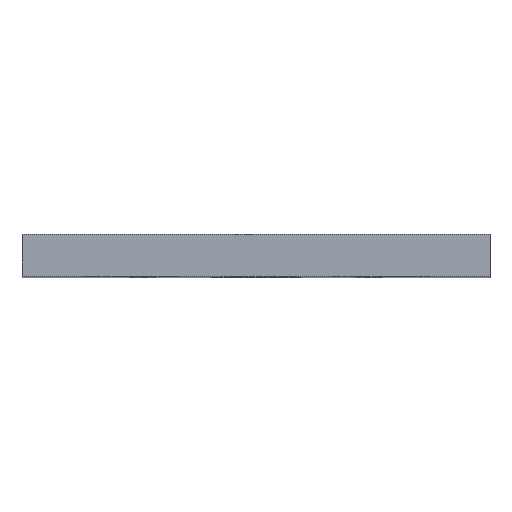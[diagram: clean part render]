
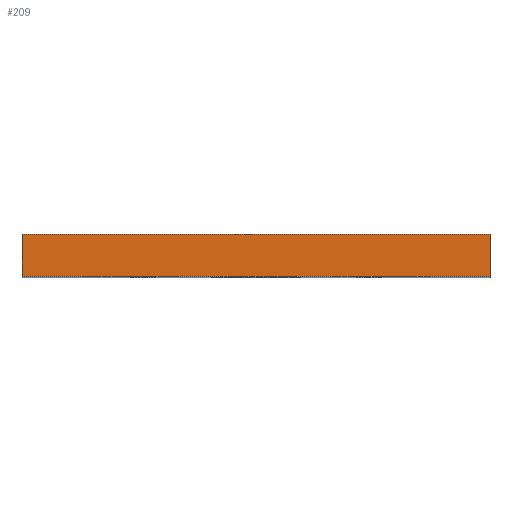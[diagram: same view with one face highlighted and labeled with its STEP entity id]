
A CAD part, top view. The second image highlights one B-rep face of the part: STEP entity #209.
In plain terms, the highlighted planar face has unit normal (0, 0, 1).
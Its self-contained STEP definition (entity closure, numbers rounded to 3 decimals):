
#17 = EDGE_CURVE ( 'NONE', #641, #241, #1756, .T. ) ;
#55 = FACE_OUTER_BOUND ( 'NONE', #1014, .T. ) ;
#59 = CARTESIAN_POINT ( 'NONE',  ( 0., 0., 0. ) ) ;
#69 = CARTESIAN_POINT ( 'NONE',  ( 0., 15., 0. ) ) ;
#103 = CARTESIAN_POINT ( 'NONE',  ( -168., 0., 0. ) ) ;
#209 = ADVANCED_FACE ( 'NONE', ( #55 ), #1745, .F. ) ;
#241 = VERTEX_POINT ( 'NONE', #59 ) ;
#250 = ORIENTED_EDGE ( 'NONE', *, *, #17, .F. ) ;
#306 = VERTEX_POINT ( 'NONE', #1088 ) ;
#411 = DIRECTION ( 'NONE',  ( 0., 0., -1. ) ) ;
#499 = VECTOR ( 'NONE', #1474, 1000. ) ;
#503 = ORIENTED_EDGE ( 'NONE', *, *, #1565, .F. ) ;
#569 = CARTESIAN_POINT ( 'NONE',  ( 0., 15., 0. ) ) ;
#641 = VERTEX_POINT ( 'NONE', #69 ) ;
#666 = EDGE_CURVE ( 'NONE', #306, #2069, #1487, .T. ) ;
#773 = VECTOR ( 'NONE', #1735, 1000. ) ;
#978 = CARTESIAN_POINT ( 'NONE',  ( 0., 0., 0. ) ) ;
#1014 = EDGE_LOOP ( 'NONE', ( #1751, #250, #503, #2166 ) ) ;
#1088 = CARTESIAN_POINT ( 'NONE',  ( -168., 15., 0. ) ) ;
#1089 = DIRECTION ( 'NONE',  ( 0., -1., 0. ) ) ;
#1101 = VECTOR ( 'NONE', #1965, 1000. ) ;
#1164 = LINE ( 'NONE', #2133, #1101 ) ;
#1237 = CARTESIAN_POINT ( 'NONE',  ( 0., 15., 0. ) ) ;
#1474 = DIRECTION ( 'NONE',  ( 1., 0., 0. ) ) ;
#1487 = LINE ( 'NONE', #1591, #1709 ) ;
#1565 = EDGE_CURVE ( 'NONE', #306, #641, #1164, .T. ) ;
#1591 = CARTESIAN_POINT ( 'NONE',  ( -168., 15., 0. ) ) ;
#1642 = EDGE_CURVE ( 'NONE', #2069, #241, #2140, .T. ) ;
#1709 = VECTOR ( 'NONE', #1089, 1000. ) ;
#1735 = DIRECTION ( 'NONE',  ( 0., -1., 0. ) ) ;
#1745 = PLANE ( 'NONE',  #1800 ) ;
#1751 = ORIENTED_EDGE ( 'NONE', *, *, #1642, .T. ) ;
#1756 = LINE ( 'NONE', #1237, #773 ) ;
#1800 = AXIS2_PLACEMENT_3D ( 'NONE', #569, #411, #2083 ) ;
#1965 = DIRECTION ( 'NONE',  ( 1., 0., 0. ) ) ;
#2069 = VERTEX_POINT ( 'NONE', #103 ) ;
#2083 = DIRECTION ( 'NONE',  ( -1., 0., 0. ) ) ;
#2133 = CARTESIAN_POINT ( 'NONE',  ( 0., 15., 0. ) ) ;
#2140 = LINE ( 'NONE', #978, #499 ) ;
#2166 = ORIENTED_EDGE ( 'NONE', *, *, #666, .T. ) ;
